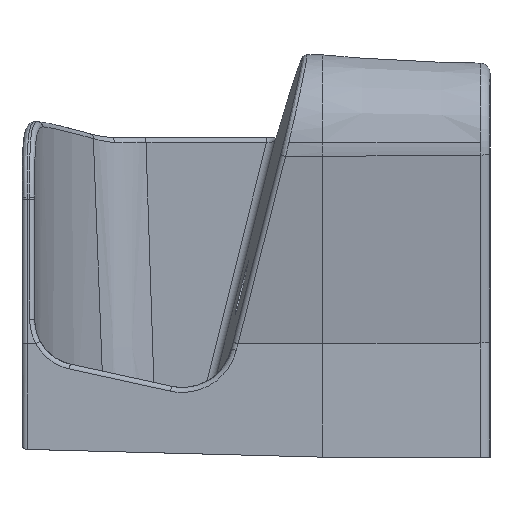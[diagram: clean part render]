
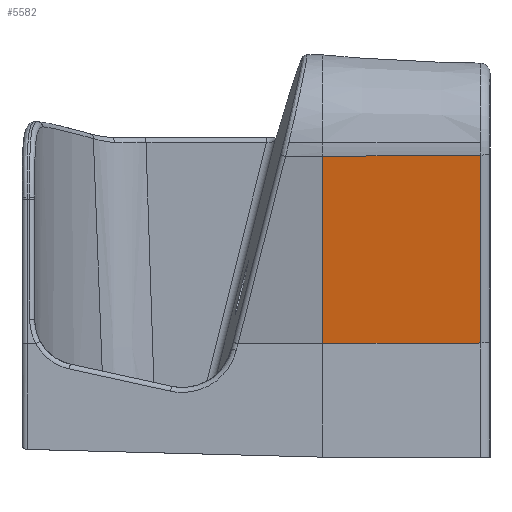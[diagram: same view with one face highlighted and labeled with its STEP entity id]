
A CAD part, left-side view. The second image highlights one B-rep face of the part: STEP entity #5582.
In plain terms, the highlighted planar face has unit normal (-0.986, -0.052, -0.156).
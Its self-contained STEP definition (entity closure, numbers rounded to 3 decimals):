
#5582=ADVANCED_FACE('',(#14895),#14896,.T.);
#5980=VERTEX_POINT('',#15471);
#6060=VERTEX_POINT('',#15551);
#6062=EDGE_CURVE('',#5980,#6060,#15553,.T.);
#11758=VERTEX_POINT('',#21249);
#11760=VERTEX_POINT('',#21251);
#11762=EDGE_CURVE('',#11758,#11760,#21253,.T.);
#11770=EDGE_CURVE('',#6060,#11760,#21261,.T.);
#11772=EDGE_CURVE('',#11758,#5980,#21263,.T.);
#14895=FACE_OUTER_BOUND('',#24376,.T.);
#14896=PLANE('',#24377);
#15471=CARTESIAN_POINT('',(0.428,66.3,119.251));
#15551=CARTESIAN_POINT('',(3.664,3.791,119.764));
#15553=LINE('',#44779,#44780);
#21249=CARTESIAN_POINT('',(12.189,66.3,45.));
#21251=CARTESIAN_POINT('',(15.465,3.791,45.258));
#21253=LINE('',#53776,#53777);
#21261=LINE('',#53824,#53825);
#21263=LINE('',#53828,#53829);
#24376=EDGE_LOOP('',(#64894,#64895,#64896,#64897));
#24377=AXIS2_PLACEMENT_3D('',#64898,#64899,#64900);
#44779=CARTESIAN_POINT('',(0.428,66.3,119.251));
#44780=VECTOR('',#66312,62.595);
#53776=CARTESIAN_POINT('',(12.189,66.3,45.0));
#53777=VECTOR('',#68326,62.596);
#53824=CARTESIAN_POINT('',(3.664,3.791,119.764));
#53825=VECTOR('',#68329,75.435);
#53828=CARTESIAN_POINT('',(18.528,66.3,4.973));
#53829=VECTOR('',#68330,1.0);
#64894=ORIENTED_EDGE('',*,*,#6062,.F.);
#64895=ORIENTED_EDGE('',*,*,#11772,.F.);
#64896=ORIENTED_EDGE('',*,*,#11762,.T.);
#64897=ORIENTED_EDGE('',*,*,#11770,.F.);
#64898=CARTESIAN_POINT('',(12.364,66.3,43.894));
#64899=DIRECTION('',(-0.986,-0.052,-0.156));
#64900=DIRECTION('',(-0.053,0.999,0.));
#66312=DIRECTION('',(0.052,-0.999,0.008));
#68326=DIRECTION('',(0.052,-0.999,0.004));
#68329=DIRECTION('',(0.156,0.0,-0.988));
#68330=DIRECTION('',(-0.156,0.0,0.988));
